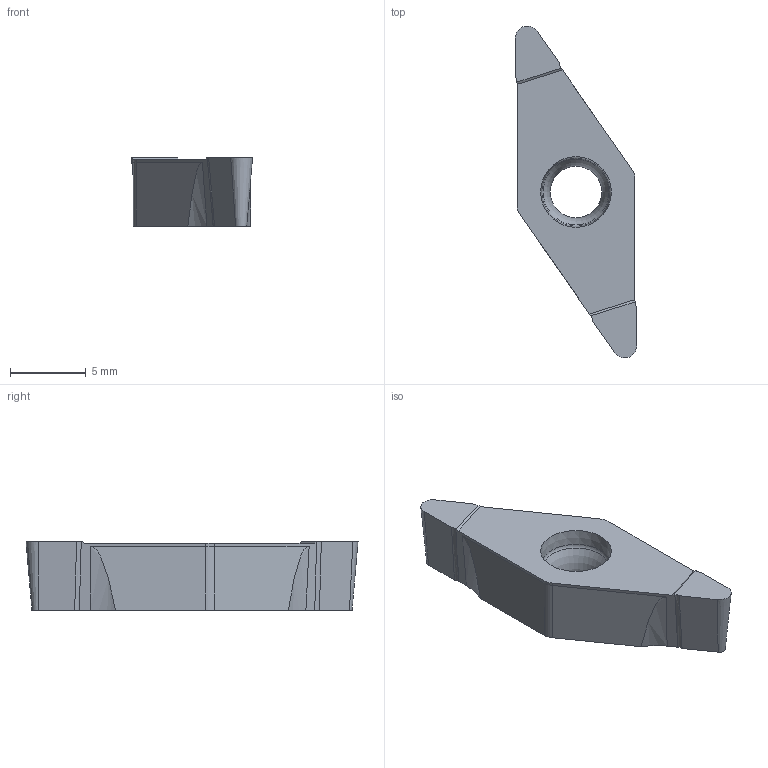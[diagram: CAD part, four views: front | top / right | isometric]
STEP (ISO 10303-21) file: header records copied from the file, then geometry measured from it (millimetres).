
FILE_DESCRIPTION(/* description */ (''),/* implementation_level */ '2;1');
FILE_NAME(/* name */ 'aaa316791_b.stp',/* time_stamp */ '2018-04-24T15:53:04+02:00',/* author */ (''),/* organization */ ('SMS'),/* preprocessor_version */ 'ST-DEVELOPER v15',/* originating_system */ 'SIEMENS PLM Software NX 8.5',/* authorisation */ '');
FILE_SCHEMA (('AUTOMOTIVE_DESIGN { 1 0 10303 214 3 1 1 1 }'));
Length unit declared in the file: millimetre
Products named in the file (1): AAA316791_B
Bounding box: 8 x 21.92 x 4.53 mm (x, y, z)
Volume: 392.3 mm3; surface area: 445.6 mm2
Topology: 1 solids, 1 shells, 35 faces, 102 edges, 71 vertices
Faces by surface type: plane 18, cone 5, bspline 4, extrusion 4, cylinder 2, torus 2
Entity records: 1581 total; most frequent: CARTESIAN_POINT 655, ORIENTED_EDGE 196, DIRECTION 160, EDGE_CURVE 98, VERTEX_POINT 68, VECTOR 64, LINE 60, AXIS2_PLACEMENT_3D 48
